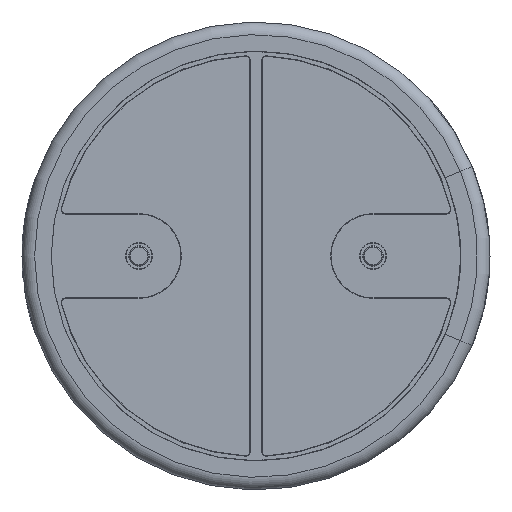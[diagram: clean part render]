
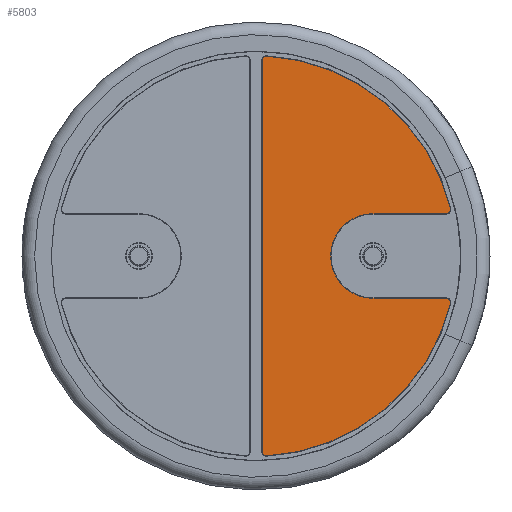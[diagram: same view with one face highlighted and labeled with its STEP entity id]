
A CAD part, front view. The second image highlights one B-rep face of the part: STEP entity #5803.
In plain terms, the highlighted planar face has unit normal (0, -1, 0).
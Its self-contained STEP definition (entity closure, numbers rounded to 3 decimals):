
#65=PLANE('',#6190);
#323=CIRCLE('',#6155,0.182);
#326=CIRCLE('',#6160,0.182);
#329=CIRCLE('',#6164,8.552);
#332=CIRCLE('',#6168,0.182);
#336=CIRCLE('',#6174,1.81);
#340=CIRCLE('',#6180,0.182);
#342=CIRCLE('',#6183,8.552);
#527=FACE_OUTER_BOUND('',#780,.T.);
#780=EDGE_LOOP('',(#4874,#4875,#4876,#4877,#4878,#4879,#4880,#4881,#4882,
#4883));
#1033=LINE('',#11904,#1259);
#1035=LINE('',#11928,#1261);
#1037=LINE('',#11940,#1263);
#1259=VECTOR('',#7003,10.);
#1261=VECTOR('',#7033,10.);
#1263=VECTOR('',#7047,10.);
#2446=VERTEX_POINT('',#11892);
#2449=VERTEX_POINT('',#11897);
#2451=VERTEX_POINT('',#11902);
#2453=VERTEX_POINT('',#11908);
#2455=VERTEX_POINT('',#11914);
#2457=VERTEX_POINT('',#11920);
#2459=VERTEX_POINT('',#11926);
#2461=VERTEX_POINT('',#11932);
#2463=VERTEX_POINT('',#11938);
#2465=VERTEX_POINT('',#11944);
#3269=EDGE_CURVE('',#2449,#2446,#323,.T.);
#3271=EDGE_CURVE('',#2451,#2449,#1033,.T.);
#3274=EDGE_CURVE('',#2453,#2451,#326,.T.);
#3277=EDGE_CURVE('',#2455,#2453,#329,.T.);
#3280=EDGE_CURVE('',#2457,#2455,#332,.T.);
#3283=EDGE_CURVE('',#2459,#2457,#1035,.T.);
#3286=EDGE_CURVE('',#2461,#2459,#336,.T.);
#3289=EDGE_CURVE('',#2463,#2461,#1037,.T.);
#3292=EDGE_CURVE('',#2465,#2463,#340,.T.);
#3294=EDGE_CURVE('',#2446,#2465,#342,.T.);
#4874=ORIENTED_EDGE('',*,*,#3269,.F.);
#4875=ORIENTED_EDGE('',*,*,#3271,.F.);
#4876=ORIENTED_EDGE('',*,*,#3274,.F.);
#4877=ORIENTED_EDGE('',*,*,#3277,.F.);
#4878=ORIENTED_EDGE('',*,*,#3280,.F.);
#4879=ORIENTED_EDGE('',*,*,#3283,.F.);
#4880=ORIENTED_EDGE('',*,*,#3286,.F.);
#4881=ORIENTED_EDGE('',*,*,#3289,.F.);
#4882=ORIENTED_EDGE('',*,*,#3292,.F.);
#4883=ORIENTED_EDGE('',*,*,#3294,.F.);
#5803=ADVANCED_FACE('',(#527),#65,.F.);
#6155=AXIS2_PLACEMENT_3D('',#11899,#6997,#6998);
#6160=AXIS2_PLACEMENT_3D('',#11910,#7009,#7010);
#6164=AXIS2_PLACEMENT_3D('',#11916,#7017,#7018);
#6168=AXIS2_PLACEMENT_3D('',#11922,#7025,#7026);
#6174=AXIS2_PLACEMENT_3D('',#11934,#7039,#7040);
#6180=AXIS2_PLACEMENT_3D('',#11946,#7053,#7054);
#6183=AXIS2_PLACEMENT_3D('',#11949,#7059,#7060);
#6190=AXIS2_PLACEMENT_3D('',#11962,#7079,#7080);
#6997=DIRECTION('center_axis',(0.,1.,0.));
#6998=DIRECTION('ref_axis',(-0.688,0.,0.726));
#7003=DIRECTION('',(0.,0.,1.));
#7009=DIRECTION('center_axis',(0.,1.,0.));
#7010=DIRECTION('ref_axis',(-0.688,0.,-0.726));
#7017=DIRECTION('center_axis',(0.,1.,0.));
#7018=DIRECTION('ref_axis',(0.638,0.,-0.77));
#7025=DIRECTION('center_axis',(0.,1.,0.));
#7026=DIRECTION('ref_axis',(0.787,0.,0.617));
#7033=DIRECTION('',(1.,0.,0.));
#7039=DIRECTION('center_axis',(0.,-1.,0.));
#7040=DIRECTION('ref_axis',(-1.,0.,0.));
#7047=DIRECTION('',(-1.,0.,0.));
#7053=DIRECTION('center_axis',(0.,1.,0.));
#7054=DIRECTION('ref_axis',(0.787,0.,-0.617));
#7059=DIRECTION('center_axis',(0.,1.,0.));
#7060=DIRECTION('ref_axis',(0.638,0.,0.77));
#7079=DIRECTION('center_axis',(0.,1.,0.));
#7080=DIRECTION('ref_axis',(0.,0.,1.));
#11892=CARTESIAN_POINT('',(0.46,-0.1,8.54));
#11897=CARTESIAN_POINT('',(0.268,-0.1,8.358));
#11899=CARTESIAN_POINT('Origin',(0.45,-0.1,8.358));
#11902=CARTESIAN_POINT('',(0.268,-0.1,-8.358));
#11904=CARTESIAN_POINT('',(0.268,-0.1,4.179));
#11908=CARTESIAN_POINT('',(0.46,-0.1,-8.54));
#11910=CARTESIAN_POINT('Origin',(0.45,-0.1,-8.358));
#11914=CARTESIAN_POINT('',(8.306,-0.1,-2.035));
#11916=CARTESIAN_POINT('Origin',(0.,-0.1,0.));
#11920=CARTESIAN_POINT('',(8.13,-0.1,-1.81));
#11922=CARTESIAN_POINT('Origin',(8.13,-0.1,-1.992));
#11926=CARTESIAN_POINT('',(5.,-0.1,-1.81));
#11928=CARTESIAN_POINT('',(6.21,-0.1,-1.81));
#11932=CARTESIAN_POINT('',(5.,-0.1,1.81));
#11934=CARTESIAN_POINT('Origin',(5.,-0.1,0.));
#11938=CARTESIAN_POINT('',(8.13,-0.1,1.81));
#11940=CARTESIAN_POINT('',(4.645,-0.1,1.81));
#11944=CARTESIAN_POINT('',(8.306,-0.1,2.035));
#11946=CARTESIAN_POINT('Origin',(8.13,-0.1,1.992));
#11949=CARTESIAN_POINT('Origin',(0.,-0.1,0.));
#11962=CARTESIAN_POINT('Origin',(4.29,-0.1,0.));
